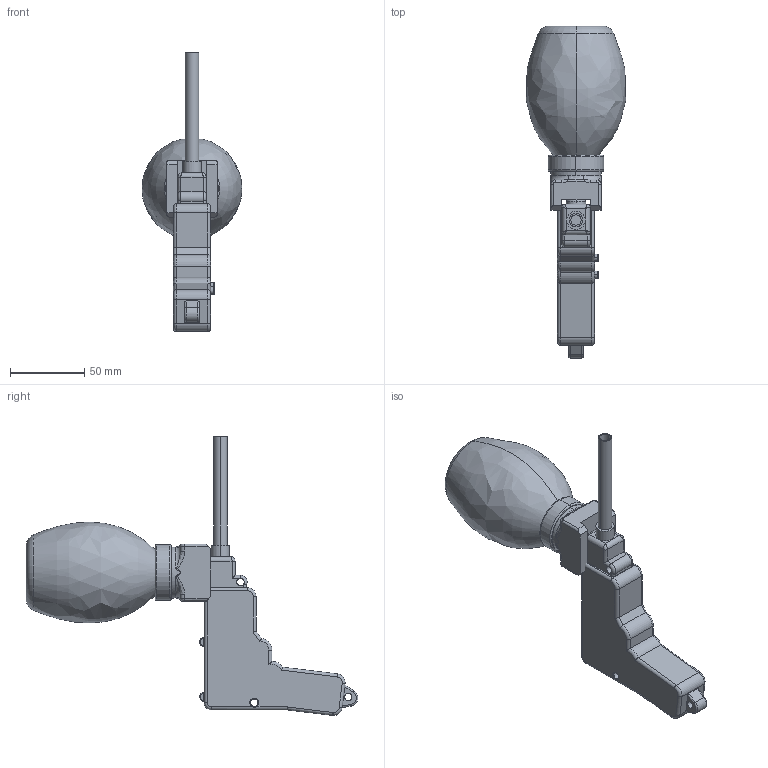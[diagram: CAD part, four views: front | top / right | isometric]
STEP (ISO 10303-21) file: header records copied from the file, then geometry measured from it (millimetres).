
FILE_DESCRIPTION (( 'STEP AP214' ), '1' );
FILE_NAME ('Blaster.STEP', '2023-02-25T15:47:44', ( '' ), ( '' ), 'SwSTEP 2.0', 'SolidWorks 2023', '' );
FILE_SCHEMA (( 'AUTOMOTIVE_DESIGN' ));
Length unit declared in the file: millimetre
Products named in the file (1): Blaster_Predeterminado
Bounding box: 67.05 x 223.6 x 188.04 mm (x, y, z)
Volume: 179250.7 mm3; surface area: 70343.7 mm2
Topology: 3 solids, 3 shells, 253 faces, 585 edges, 341 vertices
Faces by surface type: cylinder 97, plane 59, torus 50, bspline 40, cone 7
Entity records: 10212 total; most frequent: CARTESIAN_POINT 3686, DIRECTION 1154, ORIENTED_EDGE 1154, EDGE_CURVE 577, AXIS2_PLACEMENT_3D 473, VERTEX_POINT 341, EDGE_LOOP 272, CIRCLE 259
